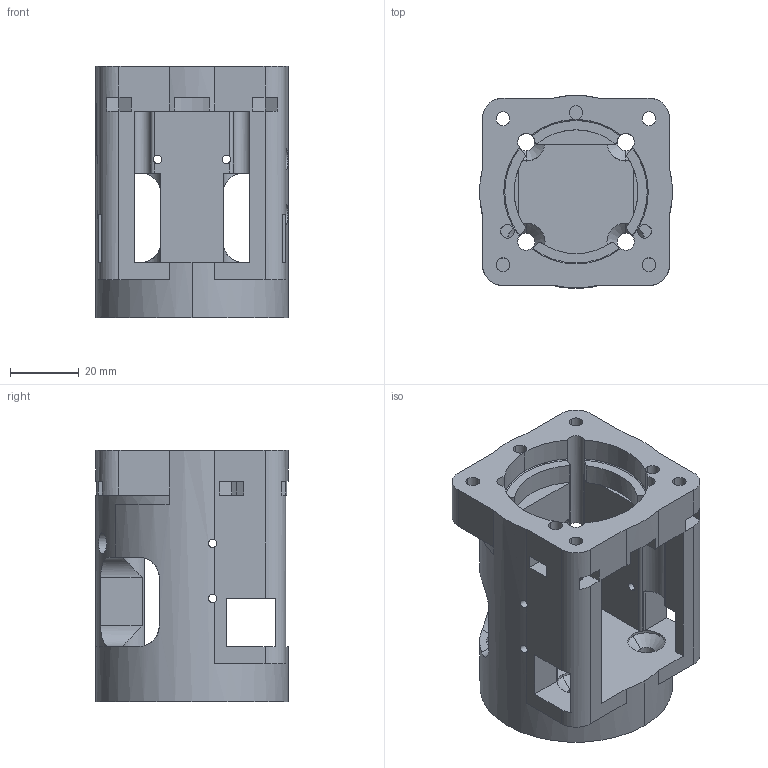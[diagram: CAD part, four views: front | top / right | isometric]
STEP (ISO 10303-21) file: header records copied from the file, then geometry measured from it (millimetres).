
FILE_DESCRIPTION((''),'2;1');
FILE_NAME('OBMP-FAM-A-1100','2023-10-11T17:32:24',('ccha425'),('Department of Mechanical Engineering, The University of Auckland'),'CREO PARAMETRIC BY PTC INC, 2017260','CREO PARAMETRIC BY PTC INC, 2017260','');
FILE_SCHEMA(('CONFIG_CONTROL_DESIGN'));
Length unit declared in the file: millimetre
Products named in the file (1): OBMP-FAM-A-1100
Bounding box: 56 x 56 x 73 mm (x, y, z)
Volume: 81803.5 mm3; surface area: 31497.1 mm2
Topology: 1 solids, 1 shells, 217 faces, 648 edges, 419 vertices
Faces by surface type: plane 108, cylinder 97, cone 8, torus 4
Entity records: 7740 total; most frequent: CARTESIAN_POINT 1649, ORIENTED_EDGE 1296, DIRECTION 1279, EDGE_CURVE 648, AXIS2_PLACEMENT_3D 460, VERTEX_POINT 419, VECTOR 359, LINE 359
